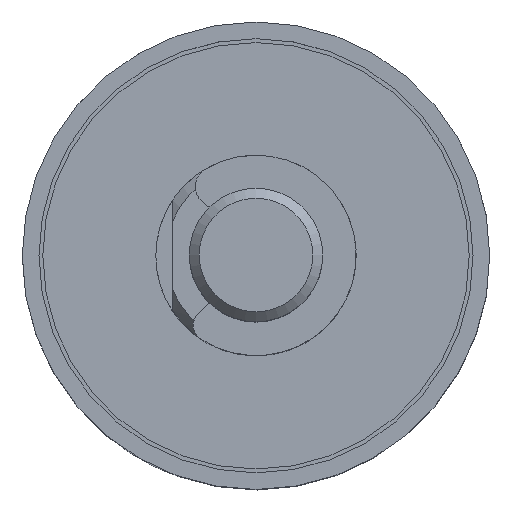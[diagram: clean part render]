
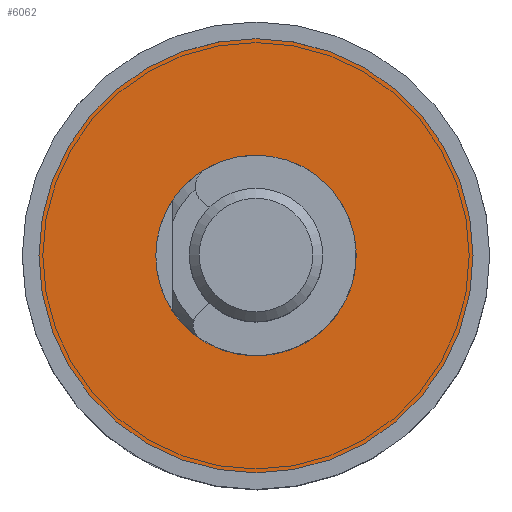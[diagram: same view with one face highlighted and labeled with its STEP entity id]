
A CAD part, top view. The second image highlights one B-rep face of the part: STEP entity #6062.
In plain terms, the highlighted planar face has unit normal (0, 0, 1).
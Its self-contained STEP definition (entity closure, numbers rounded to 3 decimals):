
#576 = CARTESIAN_POINT ( 'NONE',  ( 0., 0., 0.5 ) ) ;
#2021 = PLANE ( 'NONE',  #6402 ) ;
#2087 = DIRECTION ( 'NONE',  ( 0., 0., -1. ) ) ;
#2567 = CIRCLE ( 'NONE', #5909, 3. ) ;
#2681 = VERTEX_POINT ( 'NONE', #8744 ) ;
#3585 = CARTESIAN_POINT ( 'NONE',  ( -3., 0., 0.5 ) ) ;
#4205 = ORIENTED_EDGE ( 'NONE', *, *, #8983, .T. ) ;
#4218 = CIRCLE ( 'NONE', #8588, 6.5 ) ;
#4278 = DIRECTION ( 'NONE',  ( -1., 0., 0. ) ) ;
#4424 = DIRECTION ( 'NONE',  ( 1., 0., 0. ) ) ;
#4664 = VERTEX_POINT ( 'NONE', #3585 ) ;
#5585 = EDGE_LOOP ( 'NONE', ( #4205 ) ) ;
#5909 = AXIS2_PLACEMENT_3D ( 'NONE', #576, #2087, #4278 ) ;
#6056 = FACE_BOUND ( 'NONE', #5585, .T. ) ;
#6062 = ADVANCED_FACE ( 'NONE', ( #6056, #8843 ), #2021, .T. ) ;
#6402 = AXIS2_PLACEMENT_3D ( 'NONE', #8754, #8868, #4424 ) ;
#6637 = CARTESIAN_POINT ( 'NONE',  ( 0., 0., 0.5 ) ) ;
#8561 = ORIENTED_EDGE ( 'NONE', *, *, #9099, .T. ) ;
#8588 = AXIS2_PLACEMENT_3D ( 'NONE', #6637, #8867, #8893 ) ;
#8744 = CARTESIAN_POINT ( 'NONE',  ( 6.5, 0., 0.5 ) ) ;
#8754 = CARTESIAN_POINT ( 'NONE',  ( 3., 0., 0.5 ) ) ;
#8843 = FACE_OUTER_BOUND ( 'NONE', #9351, .T. ) ;
#8867 = DIRECTION ( 'NONE',  ( 0., 0., 1. ) ) ;
#8868 = DIRECTION ( 'NONE',  ( 0., 0., 1. ) ) ;
#8893 = DIRECTION ( 'NONE',  ( 1., 0., 0. ) ) ;
#8983 = EDGE_CURVE ( 'NONE', #4664, #4664, #2567, .T. ) ;
#9099 = EDGE_CURVE ( 'NONE', #2681, #2681, #4218, .T. ) ;
#9351 = EDGE_LOOP ( 'NONE', ( #8561 ) ) ;
